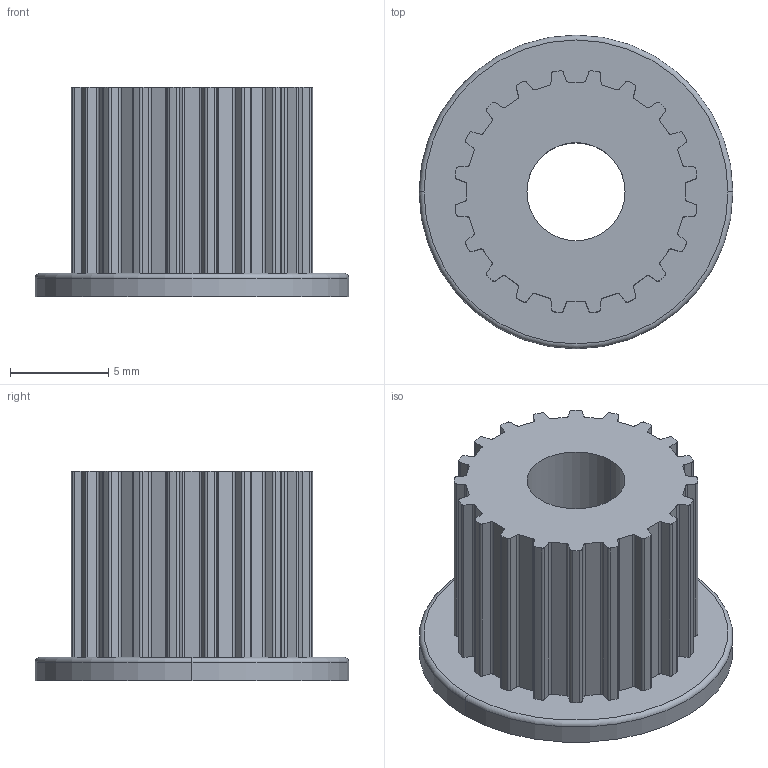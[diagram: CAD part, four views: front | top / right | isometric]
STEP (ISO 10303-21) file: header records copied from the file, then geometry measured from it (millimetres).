
FILE_DESCRIPTION (( 'STEP AP214' ), '1' );
FILE_NAME ('4333240000429.STEP', '2017-11-21T07:19:43', ( '13' ), ( '' ), 'SwSTEP 2.0', 'SolidWorks 2012', '' );
FILE_SCHEMA (( 'AUTOMOTIVE_DESIGN' ));
Length unit declared in the file: millimetre
Products named in the file (1): 4333240000429
Bounding box: 16 x 16 x 10.7 mm (x, y, z)
Volume: 1046.7 mm3; surface area: 1094.9 mm2
Topology: 1 solids, 1 shells, 169 faces, 496 edges, 330 vertices
Faces by surface type: cylinder 104, plane 63, torus 2
Entity records: 5744 total; most frequent: DIRECTION 1048, CARTESIAN_POINT 996, ORIENTED_EDGE 992, EDGE_CURVE 496, AXIS2_PLACEMENT_3D 382, VERTEX_POINT 330, LINE 284, VECTOR 284
